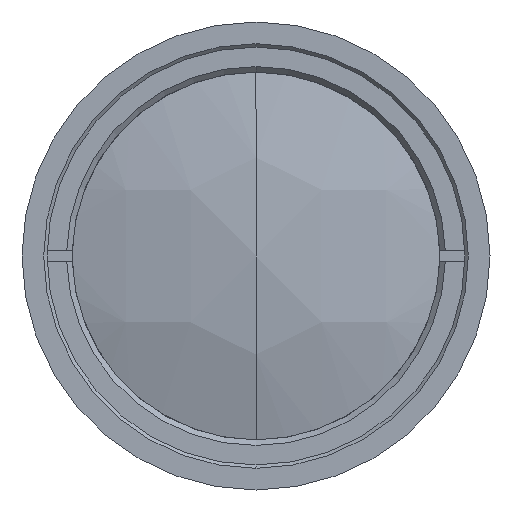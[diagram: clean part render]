
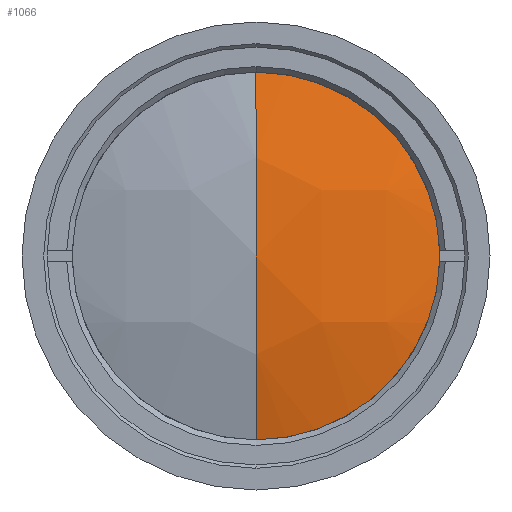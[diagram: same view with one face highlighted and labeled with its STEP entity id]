
A CAD part, left-side view. The second image highlights one B-rep face of the part: STEP entity #1066.
In plain terms, the highlighted free-form (B-spline) face has degree [3, 3] with [4, 4] control points.
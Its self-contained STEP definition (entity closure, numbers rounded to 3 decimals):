
#1066 = ADVANCED_FACE ( 'NONE', ( #2957 ), #6268, .T. ) ;
#1698 = EDGE_LOOP ( 'NONE', ( #7392, #5225 ) ) ;
#2122 = EDGE_CURVE ( 'NONE', #14016, #3414, #10309, .T. ) ;
#2957 = FACE_OUTER_BOUND ( 'NONE', #1698, .T. ) ;
#3034 = CARTESIAN_POINT ( 'NONE',  ( -70.727, -11.374, 17.703 ) ) ;
#3048 = DIRECTION ( 'NONE',  ( 0., 0., 1. ) ) ;
#3265 = CARTESIAN_POINT ( 'NONE',  ( -75.294, -6.1, -6.092 ) ) ;
#3414 = VERTEX_POINT ( 'NONE', #12743 ) ;
#3486 = CARTESIAN_POINT ( 'NONE',  ( -70.727, -11.374, -17.703 ) ) ;
#3560 = CARTESIAN_POINT ( 'NONE',  ( -68.998, -16.827, -17.703 ) ) ;
#4086 = DIRECTION ( 'NONE',  ( 0., 0., -1. ) ) ;
#4715 = CARTESIAN_POINT ( 'NONE',  ( -71.602, 0., -17.703 ) ) ;
#4779 = CARTESIAN_POINT ( 'NONE',  ( -74.361, -12.128, -6.092 ) ) ;
#5225 = ORIENTED_EDGE ( 'NONE', *, *, #14390, .T. ) ;
#5544 = CARTESIAN_POINT ( 'NONE',  ( -15.928, 0., 0. ) ) ;
#5667 = CARTESIAN_POINT ( 'NONE',  ( -71.666, 0., -17.5 ) ) ;
#6268 =( BOUNDED_SURFACE ( )  B_SPLINE_SURFACE ( 3, 3, ( 
 ( #9910, #13397, #3034, #7644 ),
 ( #12272, #11296, #14754, #12124 ),
 ( #10351, #3265, #4779, #9139 ),
 ( #4715, #6881, #3486, #3560 ) ),
 .UNSPECIFIED., .F., .F., .F. ) 
 B_SPLINE_SURFACE_WITH_KNOTS ( ( 4, 4 ),
 ( 4, 4 ),
 ( 0., 1. ),
 ( 0., 1. ),
 .UNSPECIFIED. ) 
 GEOMETRIC_REPRESENTATION_ITEM ( )  RATIONAL_B_SPLINE_SURFACE ( (
 ( 1., 0.992, 0.992, 1.),
 ( 0.969, 0.961, 0.961, 0.969),
 ( 0.969, 0.961, 0.961, 0.969),
 ( 1., 0.992, 0.992, 1.) ) ) 
 REPRESENTATION_ITEM ( '' )  SURFACE ( )  );
#6881 = CARTESIAN_POINT ( 'NONE',  ( -71.602, -5.72, -17.703 ) ) ;
#7392 = ORIENTED_EDGE ( 'NONE', *, *, #2122, .T. ) ;
#7644 = CARTESIAN_POINT ( 'NONE',  ( -68.998, -16.827, 17.703 ) ) ;
#9139 = CARTESIAN_POINT ( 'NONE',  ( -72.518, -17.943, -6.092 ) ) ;
#9910 = CARTESIAN_POINT ( 'NONE',  ( -71.602, 0., 17.703 ) ) ;
#10309 = CIRCLE ( 'NONE', #13927, 17.5 ) ;
#10342 = AXIS2_PLACEMENT_3D ( 'NONE', #5544, #13409, #3048 ) ;
#10351 = CARTESIAN_POINT ( 'NONE',  ( -75.294, 0., -6.092 ) ) ;
#11296 = CARTESIAN_POINT ( 'NONE',  ( -75.294, -6.1, 6.092 ) ) ;
#12124 = CARTESIAN_POINT ( 'NONE',  ( -72.518, -17.943, 6.092 ) ) ;
#12272 = CARTESIAN_POINT ( 'NONE',  ( -75.294, 0., 6.092 ) ) ;
#12743 = CARTESIAN_POINT ( 'NONE',  ( -71.666, 0., 17.5 ) ) ;
#13397 = CARTESIAN_POINT ( 'NONE',  ( -71.602, -5.72, 17.703 ) ) ;
#13409 = DIRECTION ( 'NONE',  ( 0., -1., 0. ) ) ;
#13524 = CARTESIAN_POINT ( 'NONE',  ( -71.666, 0., 0. ) ) ;
#13927 = AXIS2_PLACEMENT_3D ( 'NONE', #13524, #14598, #4086 ) ;
#14016 = VERTEX_POINT ( 'NONE', #5667 ) ;
#14390 = EDGE_CURVE ( 'NONE', #3414, #14016, #14701, .T. ) ;
#14598 = DIRECTION ( 'NONE',  ( -1., 0., 0. ) ) ;
#14701 = CIRCLE ( 'NONE', #10342, 58.421 ) ;
#14754 = CARTESIAN_POINT ( 'NONE',  ( -74.361, -12.128, 6.092 ) ) ;
